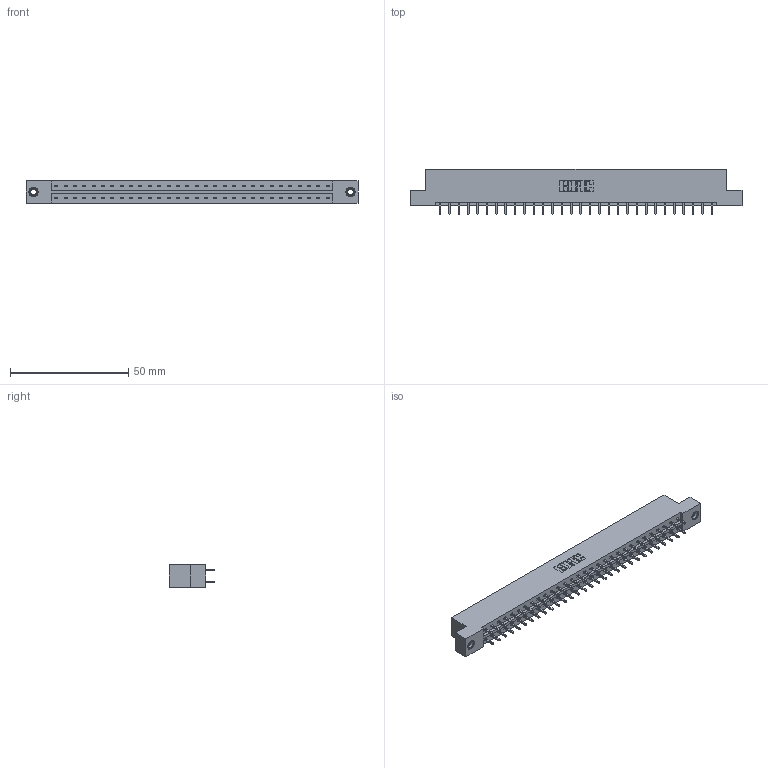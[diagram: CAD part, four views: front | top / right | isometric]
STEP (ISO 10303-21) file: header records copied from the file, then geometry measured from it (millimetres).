
FILE_DESCRIPTION (( 'STEP AP203' ), '1' );
FILE_NAME ('833-060-521-207.STEP', '2020-06-05T01:57:46', ( '' ), ( '' ), 'SwSTEP 2.0', 'SolidWorks 2020', '' );
FILE_SCHEMA (( 'CONFIG_CONTROL_DESIGN' ));
Length unit declared in the file: inch
Products named in the file (4): 833-060-521-207; 345-292-001_345-293-121; 345-250-001_345-250-005-103; 833 Part_Flush - .156 Dia - TI
Assembly tree (63 placements, depth 2):
  833-060-521-207
    833 Part_Flush - .156 Dia - TI
    345-292-001_345-293-121  x60
    345-250-001_345-250-005-103  x2
Bounding box: 140.41 x 19.06 x 9.4 mm (x, y, z)
Volume: 14185 mm3; surface area: 16502.7 mm2
Topology: 63 solids, 63 shells, 3294 faces, 9747 edges, 6410 vertices
Faces by surface type: plane 2262, cylinder 1016, cone 12, torus 4
Entity records: 22056 total; most frequent: CARTESIAN_POINT 3653, ORIENTED_EDGE 3582, DIRECTION 3173, EDGE_CURVE 1791, LINE 1643, VECTOR 1643, VERTEX_POINT 1188, AXIS2_PLACEMENT_3D 765
